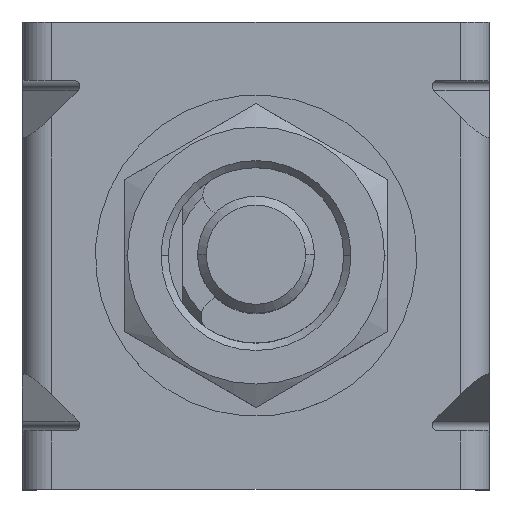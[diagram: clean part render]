
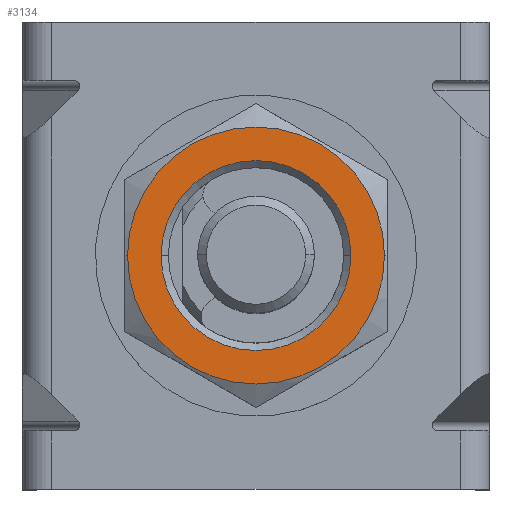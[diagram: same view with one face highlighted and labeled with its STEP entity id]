
A CAD part, top view. The second image highlights one B-rep face of the part: STEP entity #3134.
In plain terms, the highlighted planar face has unit normal (0, 0, 1).
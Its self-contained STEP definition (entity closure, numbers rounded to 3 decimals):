
#5 = VERTEX_POINT ( 'NONE', #11135 ) ;
#10 = CARTESIAN_POINT ( 'NONE',  ( 0., 0., 2. ) ) ;
#1302 = AXIS2_PLACEMENT_3D ( 'NONE', #11432, #9933, #13014 ) ;
#1521 = PLANE ( 'NONE',  #1302 ) ;
#3022 = CIRCLE ( 'NONE', #11509, 4.4 ) ;
#3101 = EDGE_CURVE ( 'NONE', #15542, #14255, #3022, .T. ) ;
#3134 = ADVANCED_FACE ( 'NONE', ( #7037, #17185 ), #1521, .F. ) ;
#3848 = EDGE_LOOP ( 'NONE', ( #16615, #18270 ) ) ;
#4225 = DIRECTION ( 'NONE',  ( 0., 0., -1. ) ) ;
#4258 = DIRECTION ( 'NONE',  ( 0., 0., -1. ) ) ;
#4830 = DIRECTION ( 'NONE',  ( 1., 0., 0. ) ) ;
#5791 = DIRECTION ( 'NONE',  ( 0., 0., -1. ) ) ;
#5867 = EDGE_CURVE ( 'NONE', #14255, #15542, #11488, .T. ) ;
#7025 = CIRCLE ( 'NONE', #13816, 3.25 ) ;
#7037 = FACE_OUTER_BOUND ( 'NONE', #3848, .T. ) ;
#7315 = AXIS2_PLACEMENT_3D ( 'NONE', #10, #5791, #18643 ) ;
#8530 = DIRECTION ( 'NONE',  ( -1., 0., 0. ) ) ;
#9087 = CARTESIAN_POINT ( 'NONE',  ( 0., 0., 2. ) ) ;
#9317 = ORIENTED_EDGE ( 'NONE', *, *, #12175, .T. ) ;
#9758 = CARTESIAN_POINT ( 'NONE',  ( 4.4, 0., 2. ) ) ;
#9846 = CARTESIAN_POINT ( 'NONE',  ( 0., 0., 2. ) ) ;
#9933 = DIRECTION ( 'NONE',  ( 0., 0., -1. ) ) ;
#10254 = ORIENTED_EDGE ( 'NONE', *, *, #14803, .T. ) ;
#10375 = VERTEX_POINT ( 'NONE', #13450 ) ;
#11135 = CARTESIAN_POINT ( 'NONE',  ( 3.25, 0., 2. ) ) ;
#11432 = CARTESIAN_POINT ( 'NONE',  ( -4.5, -2.598, 2. ) ) ;
#11488 = CIRCLE ( 'NONE', #7315, 4.4 ) ;
#11509 = AXIS2_PLACEMENT_3D ( 'NONE', #17233, #4225, #8530 ) ;
#11931 = EDGE_LOOP ( 'NONE', ( #10254, #9317 ) ) ;
#11975 = DIRECTION ( 'NONE',  ( 0., 0., -1. ) ) ;
#12175 = EDGE_CURVE ( 'NONE', #10375, #5, #15477, .T. ) ;
#12243 = AXIS2_PLACEMENT_3D ( 'NONE', #9087, #11975, #4830 ) ;
#13014 = DIRECTION ( 'NONE',  ( -1., 0., 0. ) ) ;
#13450 = CARTESIAN_POINT ( 'NONE',  ( -3.25, 0., 2. ) ) ;
#13816 = AXIS2_PLACEMENT_3D ( 'NONE', #9846, #4258, #18472 ) ;
#14255 = VERTEX_POINT ( 'NONE', #9758 ) ;
#14657 = CARTESIAN_POINT ( 'NONE',  ( -4.4, 0., 2. ) ) ;
#14803 = EDGE_CURVE ( 'NONE', #5, #10375, #7025, .T. ) ;
#15477 = CIRCLE ( 'NONE', #12243, 3.25 ) ;
#15542 = VERTEX_POINT ( 'NONE', #14657 ) ;
#16615 = ORIENTED_EDGE ( 'NONE', *, *, #3101, .F. ) ;
#17185 = FACE_BOUND ( 'NONE', #11931, .T. ) ;
#17233 = CARTESIAN_POINT ( 'NONE',  ( 0., 0., 2. ) ) ;
#18270 = ORIENTED_EDGE ( 'NONE', *, *, #5867, .F. ) ;
#18472 = DIRECTION ( 'NONE',  ( 1., 0., 0. ) ) ;
#18643 = DIRECTION ( 'NONE',  ( -1., 0., 0. ) ) ;
